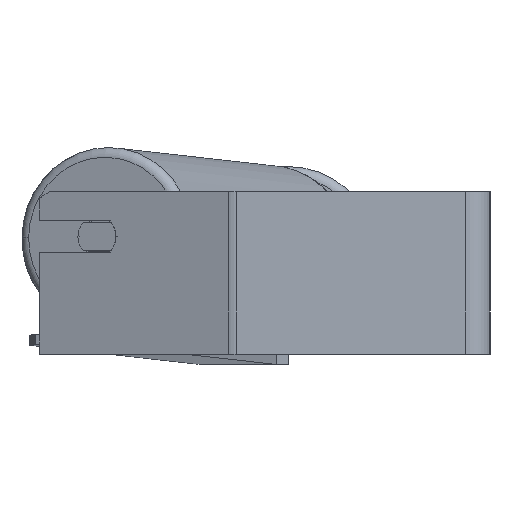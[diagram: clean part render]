
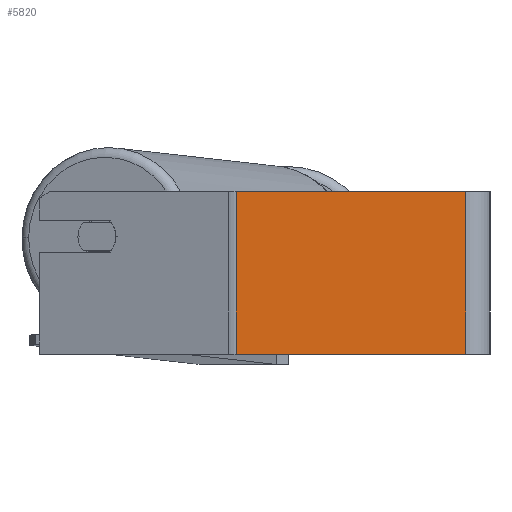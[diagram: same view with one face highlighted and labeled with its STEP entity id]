
A CAD part, left-side view. The second image highlights one B-rep face of the part: STEP entity #5820.
In plain terms, the highlighted planar face has unit normal (-1, 0, 0).
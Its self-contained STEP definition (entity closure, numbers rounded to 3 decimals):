
#41 = VERTEX_POINT ( 'NONE', #5624 ) ;
#239 = DIRECTION ( 'NONE',  ( 0., 0., -1. ) ) ;
#990 = CARTESIAN_POINT ( 'NONE',  ( -415., 127.186, -40. ) ) ;
#1388 = ORIENTED_EDGE ( 'NONE', *, *, #4975, .F. ) ;
#1455 = VECTOR ( 'NONE', #8313, 1000. ) ;
#1806 = CARTESIAN_POINT ( 'NONE',  ( -415., 125.07, 40. ) ) ;
#1808 = EDGE_LOOP ( 'NONE', ( #3486, #1388, #8869, #5267 ) ) ;
#1936 = DIRECTION ( 'NONE',  ( 0., 0., -1. ) ) ;
#2207 = VECTOR ( 'NONE', #5878, 1000. ) ;
#2489 = AXIS2_PLACEMENT_3D ( 'NONE', #7665, #2615, #1936 ) ;
#2615 = DIRECTION ( 'NONE',  ( 1., 0., 0. ) ) ;
#2839 = CARTESIAN_POINT ( 'NONE',  ( -415., 12., 40. ) ) ;
#3089 = VECTOR ( 'NONE', #3990, 1000. ) ;
#3486 = ORIENTED_EDGE ( 'NONE', *, *, #7977, .T. ) ;
#3704 = LINE ( 'NONE', #5074, #7426 ) ;
#3738 = VERTEX_POINT ( 'NONE', #2839 ) ;
#3942 = LINE ( 'NONE', #6039, #3089 ) ;
#3990 = DIRECTION ( 'NONE',  ( 0., -1., 0. ) ) ;
#4096 = CARTESIAN_POINT ( 'NONE',  ( -415., 125.07, 40. ) ) ;
#4128 = PLANE ( 'NONE',  #2489 ) ;
#4331 = VERTEX_POINT ( 'NONE', #5966 ) ;
#4859 = FACE_OUTER_BOUND ( 'NONE', #1808, .T. ) ;
#4975 = EDGE_CURVE ( 'NONE', #3738, #4331, #3704, .T. ) ;
#5074 = CARTESIAN_POINT ( 'NONE',  ( -415., 12., 40. ) ) ;
#5267 = ORIENTED_EDGE ( 'NONE', *, *, #5555, .T. ) ;
#5513 = LINE ( 'NONE', #4096, #1455 ) ;
#5555 = EDGE_CURVE ( 'NONE', #8086, #41, #5513, .T. ) ;
#5624 = CARTESIAN_POINT ( 'NONE',  ( -415., 125.07, -40. ) ) ;
#5820 = ADVANCED_FACE ( 'NONE', ( #4859 ), #4128, .F. ) ;
#5878 = DIRECTION ( 'NONE',  ( 0., -1., 0. ) ) ;
#5966 = CARTESIAN_POINT ( 'NONE',  ( -415., 12., -40. ) ) ;
#6039 = CARTESIAN_POINT ( 'NONE',  ( -415., 127.186, 40. ) ) ;
#7257 = LINE ( 'NONE', #990, #2207 ) ;
#7426 = VECTOR ( 'NONE', #239, 1000. ) ;
#7665 = CARTESIAN_POINT ( 'NONE',  ( -415., 127.186, 40. ) ) ;
#7977 = EDGE_CURVE ( 'NONE', #41, #4331, #7257, .T. ) ;
#8086 = VERTEX_POINT ( 'NONE', #1806 ) ;
#8313 = DIRECTION ( 'NONE',  ( 0., 0., -1. ) ) ;
#8560 = EDGE_CURVE ( 'NONE', #8086, #3738, #3942, .T. ) ;
#8869 = ORIENTED_EDGE ( 'NONE', *, *, #8560, .F. ) ;
